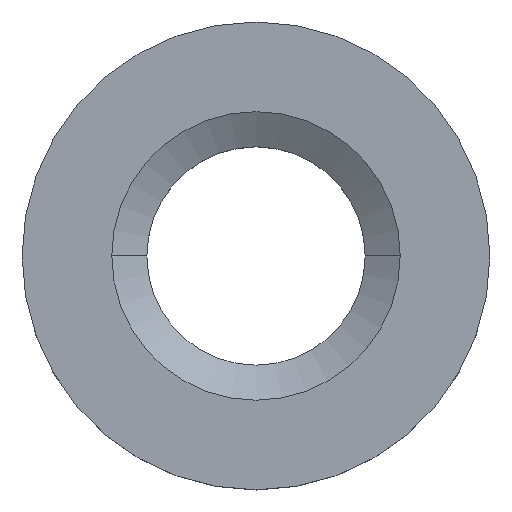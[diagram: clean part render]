
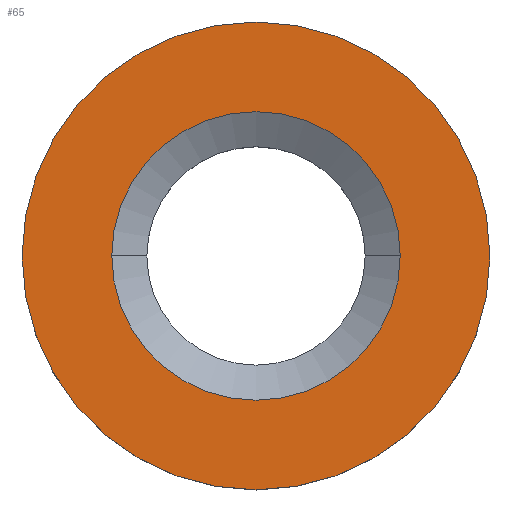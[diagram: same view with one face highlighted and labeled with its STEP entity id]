
A CAD part, top view. The second image highlights one B-rep face of the part: STEP entity #65.
In plain terms, the highlighted planar face has unit normal (0, 0, 1).
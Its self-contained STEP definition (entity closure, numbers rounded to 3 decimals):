
#65=ADVANCED_FACE('',(#153,#154),#155,.T.);
#73=EDGE_CURVE('',#89,#107,#165,.T.);
#85=EDGE_CURVE('',#127,#109,#179,.T.);
#89=VERTEX_POINT('',#183);
#99=EDGE_CURVE('',#107,#89,#195,.T.);
#103=EDGE_CURVE('',#109,#127,#199,.T.);
#107=VERTEX_POINT('',#203);
#109=VERTEX_POINT('',#205);
#127=VERTEX_POINT('',#223);
#153=FACE_OUTER_BOUND('',#239,.T.);
#154=FACE_BOUND('',#240,.T.);
#155=PLANE('',#241);
#165=CIRCLE('',#253,30.);
#179=CIRCLE('',#271,18.5);
#183=CARTESIAN_POINT('',(30.,0.,10.));
#195=CIRCLE('',#293,30.);
#199=CIRCLE('',#298,18.5);
#203=CARTESIAN_POINT('',(-30.,0.,10.));
#205=CARTESIAN_POINT('',(18.5,0.,10.));
#223=CARTESIAN_POINT('',(-18.5,0.,10.));
#239=EDGE_LOOP('',(#341,#342));
#240=EDGE_LOOP('',(#343,#344));
#241=AXIS2_PLACEMENT_3D('',#345,#346,#347);
#253=AXIS2_PLACEMENT_3D('',#367,#368,#369);
#271=AXIS2_PLACEMENT_3D('',#390,#391,#392);
#293=AXIS2_PLACEMENT_3D('',#414,#415,#416);
#298=AXIS2_PLACEMENT_3D('',#417,#418,#419);
#341=ORIENTED_EDGE('',*,*,#99,.F.);
#342=ORIENTED_EDGE('',*,*,#73,.F.);
#343=ORIENTED_EDGE('',*,*,#85,.T.);
#344=ORIENTED_EDGE('',*,*,#103,.T.);
#345=CARTESIAN_POINT('',(-24.25,0.,10.));
#346=DIRECTION('',(0.0,0.0,1.0));
#347=DIRECTION('',(-1.0,0.,0.0));
#367=CARTESIAN_POINT('',(0.0,0.,10.));
#368=DIRECTION('',(-0.0,0.0,-1.0));
#369=DIRECTION('',(-1.0,0.,0.0));
#390=CARTESIAN_POINT('',(0.0,0.,10.));
#391=DIRECTION('',(-0.0,0.0,-1.0));
#392=DIRECTION('',(-1.0,0.,0.0));
#414=CARTESIAN_POINT('',(0.0,0.,10.));
#415=DIRECTION('',(-0.0,0.0,-1.0));
#416=DIRECTION('',(-1.0,0.,0.0));
#417=CARTESIAN_POINT('',(0.0,0.,10.));
#418=DIRECTION('',(-0.0,0.0,-1.0));
#419=DIRECTION('',(-1.0,0.,0.0));
